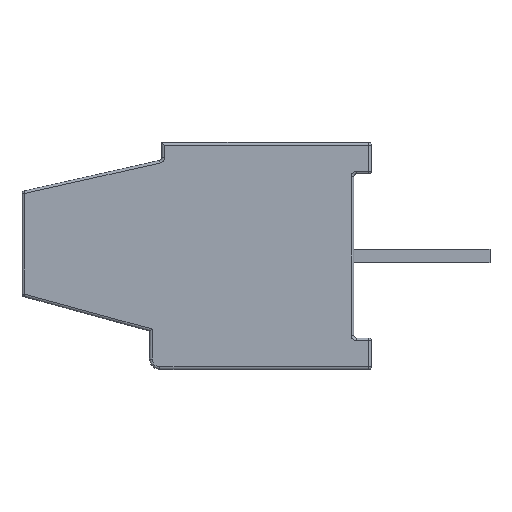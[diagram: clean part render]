
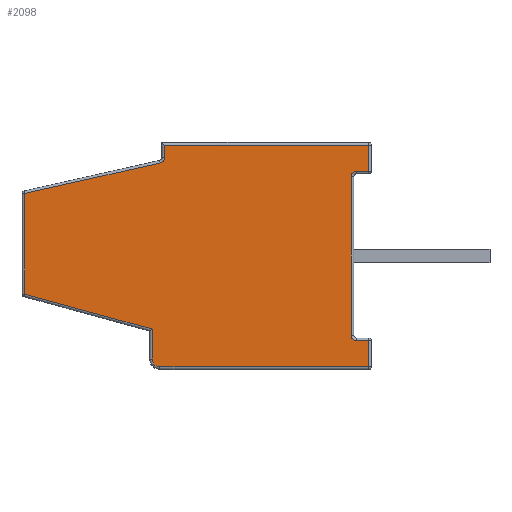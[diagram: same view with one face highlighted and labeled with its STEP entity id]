
A CAD part, left-side view. The second image highlights one B-rep face of the part: STEP entity #2098.
In plain terms, the highlighted planar face has unit normal (-1, 0, 0).
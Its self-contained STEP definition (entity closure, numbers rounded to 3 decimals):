
#13 = DIRECTION ( 'NONE',  ( 0., 0.264, -0.964 ) ) ;
#21 = VERTEX_POINT ( 'NONE', #242 ) ;
#36 = VECTOR ( 'NONE', #1626, 1000. ) ;
#55 = CARTESIAN_POINT ( 'NONE',  ( -2.77, 3.175, 0. ) ) ;
#170 = VECTOR ( 'NONE', #203, 1000. ) ;
#203 = DIRECTION ( 'NONE',  ( 0., 1., 0. ) ) ;
#242 = CARTESIAN_POINT ( 'NONE',  ( -2.77, -1.79, -0.075 ) ) ;
#250 = LINE ( 'NONE', #2213, #2284 ) ;
#273 = CARTESIAN_POINT ( 'NONE',  ( -2.77, 3.175, -3.95 ) ) ;
#328 = LINE ( 'NONE', #4501, #36 ) ;
#333 = EDGE_CURVE ( 'NONE', #649, #4687, #1048, .T. ) ;
#370 = VERTEX_POINT ( 'NONE', #2302 ) ;
#433 = CARTESIAN_POINT ( 'NONE',  ( -2.77, -2.425, -9.925 ) ) ;
#453 = EDGE_CURVE ( 'NONE', #2522, #2020, #2102, .T. ) ;
#504 = CARTESIAN_POINT ( 'NONE',  ( -2.77, 0., -0.075 ) ) ;
#507 = CIRCLE ( 'NONE', #2915, 0.15 ) ;
#530 = DIRECTION ( 'NONE',  ( 0., 1., 0. ) ) ;
#556 = VECTOR ( 'NONE', #4062, 1000. ) ;
#592 = CARTESIAN_POINT ( 'NONE',  ( -2.77, 3.175, -9.925 ) ) ;
#649 = VERTEX_POINT ( 'NONE', #3036 ) ;
#681 = VERTEX_POINT ( 'NONE', #1240 ) ;
#752 = CARTESIAN_POINT ( 'NONE',  ( -2.77, 2.425, -9.925 ) ) ;
#777 = ORIENTED_EDGE ( 'NONE', *, *, #333, .T. ) ;
#780 = ORIENTED_EDGE ( 'NONE', *, *, #3894, .F. ) ;
#857 = EDGE_CURVE ( 'NONE', #4142, #4383, #250, .T. ) ;
#872 = CARTESIAN_POINT ( 'NONE',  ( -2.77, 0., -9.925 ) ) ;
#882 = AXIS2_PLACEMENT_3D ( 'NONE', #1570, #1863, #2978 ) ;
#909 = VECTOR ( 'NONE', #3077, 1000. ) ;
#925 = VERTEX_POINT ( 'NONE', #2126 ) ;
#958 = VERTEX_POINT ( 'NONE', #2854 ) ;
#1024 = VECTOR ( 'NONE', #2333, 1000. ) ;
#1048 = LINE ( 'NONE', #1984, #1603 ) ;
#1073 = EDGE_CURVE ( 'NONE', #4661, #649, #2345, .T. ) ;
#1091 = CIRCLE ( 'NONE', #2905, 0.225 ) ;
#1125 = EDGE_LOOP ( 'NONE', ( #3605, #1668, #3392, #777, #3460, #3046, #1784, #4671, #3376, #3441, #2245, #4445, #1468, #780, #2085, #3954 ) ) ;
#1170 = EDGE_CURVE ( 'NONE', #21, #4142, #4641, .T. ) ;
#1205 = CARTESIAN_POINT ( 'NONE',  ( -2.77, -3.175, 0. ) ) ;
#1224 = VERTEX_POINT ( 'NONE', #2674 ) ;
#1240 = CARTESIAN_POINT ( 'NONE',  ( -2.77, 2.275, -9.425 ) ) ;
#1390 = VECTOR ( 'NONE', #3034, 1000. ) ;
#1406 = EDGE_CURVE ( 'NONE', #925, #2522, #1091, .T. ) ;
#1433 = CARTESIAN_POINT ( 'NONE',  ( -2.77, 0., 0. ) ) ;
#1468 = ORIENTED_EDGE ( 'NONE', *, *, #2989, .T. ) ;
#1521 = VERTEX_POINT ( 'NONE', #3584 ) ;
#1541 = LINE ( 'NONE', #4036, #556 ) ;
#1570 = CARTESIAN_POINT ( 'NONE',  ( -2.77, -2.275, -9.575 ) ) ;
#1603 = VECTOR ( 'NONE', #530, 1000. ) ;
#1626 = DIRECTION ( 'NONE',  ( 0., 0., -1. ) ) ;
#1668 = ORIENTED_EDGE ( 'NONE', *, *, #3749, .T. ) ;
#1671 = EDGE_CURVE ( 'NONE', #1224, #1521, #4492, .T. ) ;
#1780 = EDGE_CURVE ( 'NONE', #1224, #2258, #328, .T. ) ;
#1784 = ORIENTED_EDGE ( 'NONE', *, *, #1170, .T. ) ;
#1793 = EDGE_CURVE ( 'NONE', #681, #1521, #1861, .T. ) ;
#1861 = LINE ( 'NONE', #4530, #909 ) ;
#1863 = DIRECTION ( 'NONE',  ( -1., 0., 0. ) ) ;
#1934 = VECTOR ( 'NONE', #2609, 1000. ) ;
#1972 = CARTESIAN_POINT ( 'NONE',  ( -2.77, -2.81, -4.075 ) ) ;
#1984 = CARTESIAN_POINT ( 'NONE',  ( -2.77, 0., -4.075 ) ) ;
#2017 = CARTESIAN_POINT ( 'NONE',  ( -2.77, 0., -3.725 ) ) ;
#2020 = VERTEX_POINT ( 'NONE', #592 ) ;
#2075 = DIRECTION ( 'NONE',  ( 0., 0., 1. ) ) ;
#2085 = ORIENTED_EDGE ( 'NONE', *, *, #1793, .T. ) ;
#2098 = ADVANCED_FACE ( 'NONE', ( #3483 ), #4342, .T. ) ;
#2102 = LINE ( 'NONE', #55, #1934 ) ;
#2105 = LINE ( 'NONE', #2017, #170 ) ;
#2126 = CARTESIAN_POINT ( 'NONE',  ( -2.77, 2.95, -3.725 ) ) ;
#2213 = CARTESIAN_POINT ( 'NONE',  ( -2.77, 0.997, 0.273 ) ) ;
#2245 = ORIENTED_EDGE ( 'NONE', *, *, #453, .T. ) ;
#2258 = VERTEX_POINT ( 'NONE', #433 ) ;
#2283 = DIRECTION ( 'NONE',  ( 0., -1., 0. ) ) ;
#2284 = VECTOR ( 'NONE', #13, 1000. ) ;
#2302 = CARTESIAN_POINT ( 'NONE',  ( -2.77, -2.664, -3.958 ) ) ;
#2303 = CIRCLE ( 'NONE', #4453, 0.15 ) ;
#2311 = EDGE_CURVE ( 'NONE', #2020, #3683, #3588, .T. ) ;
#2333 = DIRECTION ( 'NONE',  ( 0., 0.22, 0.976 ) ) ;
#2345 = LINE ( 'NONE', #1205, #1390 ) ;
#2394 = DIRECTION ( 'NONE',  ( 0., 0., 1. ) ) ;
#2522 = VERTEX_POINT ( 'NONE', #273 ) ;
#2602 = DIRECTION ( 'NONE',  ( 0., 0., 1. ) ) ;
#2609 = DIRECTION ( 'NONE',  ( 0., 0., -1. ) ) ;
#2611 = VECTOR ( 'NONE', #2394, 1000. ) ;
#2614 = CARTESIAN_POINT ( 'NONE',  ( -2.77, -2.81, -3.925 ) ) ;
#2674 = CARTESIAN_POINT ( 'NONE',  ( -2.77, -2.425, -9.575 ) ) ;
#2676 = VECTOR ( 'NONE', #2283, 1000. ) ;
#2746 = EDGE_CURVE ( 'NONE', #370, #4687, #507, .T. ) ;
#2839 = LINE ( 'NONE', #3511, #2611 ) ;
#2849 = VECTOR ( 'NONE', #4167, 1000. ) ;
#2854 = CARTESIAN_POINT ( 'NONE',  ( -2.77, 2.425, -9.575 ) ) ;
#2859 = DIRECTION ( 'NONE',  ( -1., 0., 0. ) ) ;
#2872 = CARTESIAN_POINT ( 'NONE',  ( -2.77, 1.093, -0.075 ) ) ;
#2905 = AXIS2_PLACEMENT_3D ( 'NONE', #3926, #2859, #2075 ) ;
#2915 = AXIS2_PLACEMENT_3D ( 'NONE', #2614, #4409, #4084 ) ;
#2978 = DIRECTION ( 'NONE',  ( 0., 0., 1. ) ) ;
#2989 = EDGE_CURVE ( 'NONE', #3683, #958, #2839, .T. ) ;
#3021 = EDGE_CURVE ( 'NONE', #4383, #925, #2105, .T. ) ;
#3034 = DIRECTION ( 'NONE',  ( 0., 0., 1. ) ) ;
#3036 = CARTESIAN_POINT ( 'NONE',  ( -2.77, -3.175, -4.075 ) ) ;
#3046 = ORIENTED_EDGE ( 'NONE', *, *, #3872, .T. ) ;
#3077 = DIRECTION ( 'NONE',  ( 0., -1., 0. ) ) ;
#3183 = LINE ( 'NONE', #3889, #1024 ) ;
#3268 = DIRECTION ( 'NONE',  ( -1., 0., 0. ) ) ;
#3376 = ORIENTED_EDGE ( 'NONE', *, *, #3021, .T. ) ;
#3392 = ORIENTED_EDGE ( 'NONE', *, *, #1073, .T. ) ;
#3441 = ORIENTED_EDGE ( 'NONE', *, *, #1406, .T. ) ;
#3460 = ORIENTED_EDGE ( 'NONE', *, *, #2746, .F. ) ;
#3483 = FACE_OUTER_BOUND ( 'NONE', #1125, .T. ) ;
#3511 = CARTESIAN_POINT ( 'NONE',  ( -2.77, 2.425, 0. ) ) ;
#3584 = CARTESIAN_POINT ( 'NONE',  ( -2.77, -2.275, -9.425 ) ) ;
#3588 = LINE ( 'NONE', #872, #2676 ) ;
#3605 = ORIENTED_EDGE ( 'NONE', *, *, #1780, .T. ) ;
#3683 = VERTEX_POINT ( 'NONE', #752 ) ;
#3716 = CARTESIAN_POINT ( 'NONE',  ( -2.77, 2.275, -9.575 ) ) ;
#3749 = EDGE_CURVE ( 'NONE', #2258, #4661, #1541, .T. ) ;
#3795 = CARTESIAN_POINT ( 'NONE',  ( -2.77, -3.175, -9.925 ) ) ;
#3872 = EDGE_CURVE ( 'NONE', #370, #21, #3183, .T. ) ;
#3889 = CARTESIAN_POINT ( 'NONE',  ( -2.77, -1.688, 0.38 ) ) ;
#3894 = EDGE_CURVE ( 'NONE', #681, #958, #2303, .T. ) ;
#3926 = CARTESIAN_POINT ( 'NONE',  ( -2.77, 2.95, -3.95 ) ) ;
#3954 = ORIENTED_EDGE ( 'NONE', *, *, #1671, .F. ) ;
#4001 = DIRECTION ( 'NONE',  ( 0., 0., 1. ) ) ;
#4036 = CARTESIAN_POINT ( 'NONE',  ( -2.77, 0., -9.925 ) ) ;
#4062 = DIRECTION ( 'NONE',  ( 0., -1., 0. ) ) ;
#4073 = AXIS2_PLACEMENT_3D ( 'NONE', #1433, #3268, #4001 ) ;
#4084 = DIRECTION ( 'NONE',  ( 0., 0., 1. ) ) ;
#4142 = VERTEX_POINT ( 'NONE', #2872 ) ;
#4167 = DIRECTION ( 'NONE',  ( 0., 1., 0. ) ) ;
#4342 = PLANE ( 'NONE',  #4073 ) ;
#4383 = VERTEX_POINT ( 'NONE', #4406 ) ;
#4406 = CARTESIAN_POINT ( 'NONE',  ( -2.77, 2.093, -3.725 ) ) ;
#4409 = DIRECTION ( 'NONE',  ( -1., 0., 0. ) ) ;
#4445 = ORIENTED_EDGE ( 'NONE', *, *, #2311, .T. ) ;
#4453 = AXIS2_PLACEMENT_3D ( 'NONE', #3716, #4574, #2602 ) ;
#4492 = CIRCLE ( 'NONE', #882, 0.15 ) ;
#4501 = CARTESIAN_POINT ( 'NONE',  ( -2.77, -2.425, 0. ) ) ;
#4530 = CARTESIAN_POINT ( 'NONE',  ( -2.77, 0., -9.425 ) ) ;
#4574 = DIRECTION ( 'NONE',  ( -1., 0., 0. ) ) ;
#4641 = LINE ( 'NONE', #504, #2849 ) ;
#4661 = VERTEX_POINT ( 'NONE', #3795 ) ;
#4671 = ORIENTED_EDGE ( 'NONE', *, *, #857, .T. ) ;
#4687 = VERTEX_POINT ( 'NONE', #1972 ) ;
